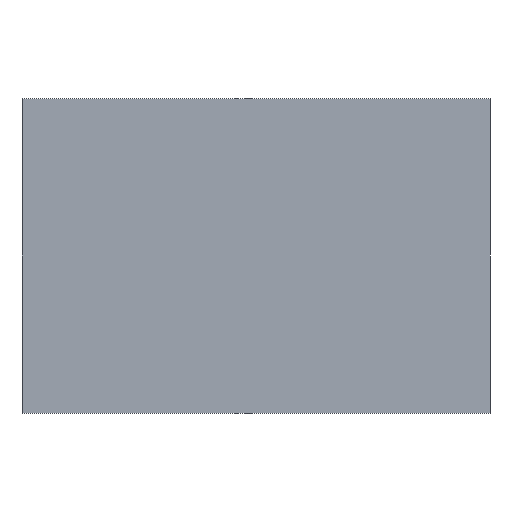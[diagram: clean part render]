
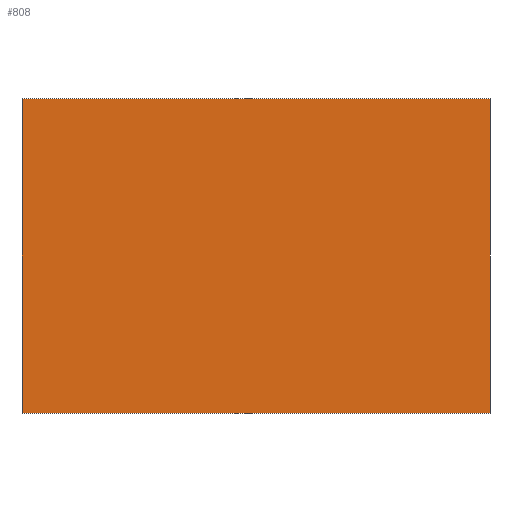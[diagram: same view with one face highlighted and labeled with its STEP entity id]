
A CAD part, front view. The second image highlights one B-rep face of the part: STEP entity #808.
In plain terms, the highlighted planar face has unit normal (0, -1, 0).
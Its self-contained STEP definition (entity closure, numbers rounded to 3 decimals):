
#41 = ORIENTED_EDGE ( 'NONE', *, *, #618, .F. ) ;
#46 = FACE_OUTER_BOUND ( 'NONE', #809, .T. ) ;
#100 = CARTESIAN_POINT ( 'NONE',  ( 155.04, 0., 0. ) ) ;
#105 = LINE ( 'NONE', #1212, #187 ) ;
#140 = VERTEX_POINT ( 'NONE', #100 ) ;
#187 = VECTOR ( 'NONE', #545, 1000. ) ;
#226 = LINE ( 'NONE', #1866, #1442 ) ;
#255 = VECTOR ( 'NONE', #1292, 1000. ) ;
#269 = DIRECTION ( 'NONE',  ( 0., 0., -1. ) ) ;
#338 = EDGE_CURVE ( 'NONE', #1982, #945, #488, .T. ) ;
#369 = CARTESIAN_POINT ( 'NONE',  ( 155.04, 0., -104.04 ) ) ;
#488 = LINE ( 'NONE', #1154, #255 ) ;
#545 = DIRECTION ( 'NONE',  ( 0., 0., -1. ) ) ;
#618 = EDGE_CURVE ( 'NONE', #945, #140, #1111, .T. ) ;
#622 = AXIS2_PLACEMENT_3D ( 'NONE', #1837, #1349, #269 ) ;
#638 = ORIENTED_EDGE ( 'NONE', *, *, #975, .F. ) ;
#681 = PLANE ( 'NONE',  #622 ) ;
#780 = DIRECTION ( 'NONE',  ( 1., 0., 0. ) ) ;
#808 = ADVANCED_FACE ( 'NONE', ( #46 ), #681, .T. ) ;
#809 = EDGE_LOOP ( 'NONE', ( #1231, #1421, #638, #41 ) ) ;
#854 = VECTOR ( 'NONE', #780, 1000. ) ;
#945 = VERTEX_POINT ( 'NONE', #1559 ) ;
#975 = EDGE_CURVE ( 'NONE', #140, #1216, #105, .T. ) ;
#1111 = LINE ( 'NONE', #2053, #854 ) ;
#1154 = CARTESIAN_POINT ( 'NONE',  ( 0., 0., 0. ) ) ;
#1177 = DIRECTION ( 'NONE',  ( -1., 0., 0. ) ) ;
#1212 = CARTESIAN_POINT ( 'NONE',  ( 155.04, 0., 0. ) ) ;
#1216 = VERTEX_POINT ( 'NONE', #369 ) ;
#1231 = ORIENTED_EDGE ( 'NONE', *, *, #338, .F. ) ;
#1242 = EDGE_CURVE ( 'NONE', #1216, #1982, #226, .T. ) ;
#1292 = DIRECTION ( 'NONE',  ( 0., 0., 1. ) ) ;
#1349 = DIRECTION ( 'NONE',  ( 0., -1., 0. ) ) ;
#1421 = ORIENTED_EDGE ( 'NONE', *, *, #1242, .F. ) ;
#1442 = VECTOR ( 'NONE', #1177, 1000. ) ;
#1485 = CARTESIAN_POINT ( 'NONE',  ( 0., 0., -104.04 ) ) ;
#1559 = CARTESIAN_POINT ( 'NONE',  ( 0., 0., 0. ) ) ;
#1837 = CARTESIAN_POINT ( 'NONE',  ( 0., 0., 0. ) ) ;
#1866 = CARTESIAN_POINT ( 'NONE',  ( 0., 0., -104.04 ) ) ;
#1982 = VERTEX_POINT ( 'NONE', #1485 ) ;
#2053 = CARTESIAN_POINT ( 'NONE',  ( 0., 0., 0. ) ) ;
